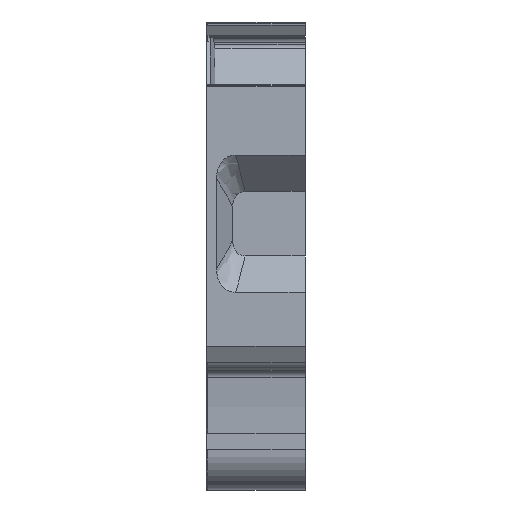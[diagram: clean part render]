
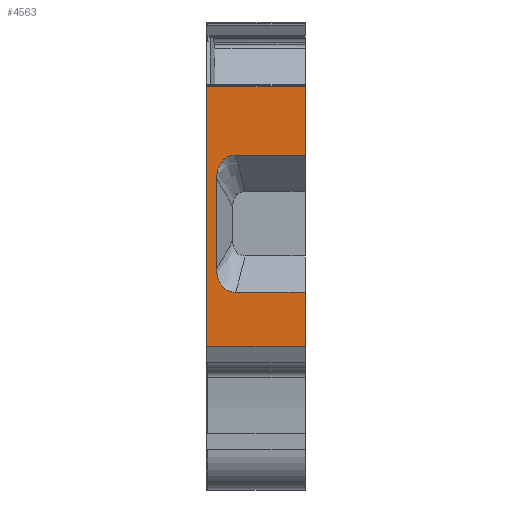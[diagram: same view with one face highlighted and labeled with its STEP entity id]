
A CAD part, front view. The second image highlights one B-rep face of the part: STEP entity #4563.
In plain terms, the highlighted planar face has unit normal (0, -1, 0).
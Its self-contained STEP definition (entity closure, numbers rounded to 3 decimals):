
#4458=AXIS2_PLACEMENT_3D('Plane Axis2P3D',#4455,#4456,#4457) ;
#4426=CARTESIAN_POINT('Vertex',(0.,1.15,8.903)) ;
#4438=CARTESIAN_POINT('Vertex',(6.1,1.15,8.903)) ;
#4441=CARTESIAN_POINT('Line Origine',(3.05,1.15,8.903)) ;
#4455=CARTESIAN_POINT('Axis2P3D Location',(0.,1.15,25.)) ;
#4460=CARTESIAN_POINT('Line Origine',(0.,1.15,16.951)) ;
#4464=CARTESIAN_POINT('Vertex',(0.,1.15,25.)) ;
#4467=CARTESIAN_POINT('Line Origine',(6.1,1.15,10.576)) ;
#4471=CARTESIAN_POINT('Vertex',(6.1,1.15,12.25)) ;
#4474=CARTESIAN_POINT('Line Origine',(3.934,1.15,12.25)) ;
#4478=CARTESIAN_POINT('Vertex',(1.768,1.15,12.25)) ;
#4482=CARTESIAN_POINT('Control Point',(0.6,1.15,13.71)) ;
#4483=CARTESIAN_POINT('Control Point',(0.6,1.15,13.619)) ;
#4484=CARTESIAN_POINT('Control Point',(0.605,1.15,13.527)) ;
#4485=CARTESIAN_POINT('Control Point',(0.616,1.15,13.434)) ;
#4486=CARTESIAN_POINT('Control Point',(0.653,1.15,13.217)) ;
#4487=CARTESIAN_POINT('Control Point',(0.726,1.15,12.998)) ;
#4488=CARTESIAN_POINT('Control Point',(0.781,1.15,12.874)) ;
#4489=CARTESIAN_POINT('Control Point',(0.893,1.15,12.686)) ;
#4490=CARTESIAN_POINT('Control Point',(1.057,1.15,12.518)) ;
#4491=CARTESIAN_POINT('Control Point',(1.121,1.15,12.463)) ;
#4492=CARTESIAN_POINT('Control Point',(1.257,1.15,12.37)) ;
#4493=CARTESIAN_POINT('Control Point',(1.411,1.15,12.305)) ;
#4494=CARTESIAN_POINT('Control Point',(1.487,1.15,12.282)) ;
#4495=CARTESIAN_POINT('Control Point',(1.59,1.15,12.261)) ;
#4496=CARTESIAN_POINT('Control Point',(1.691,1.15,12.252)) ;
#4497=CARTESIAN_POINT('Control Point',(1.717,1.15,12.251)) ;
#4498=CARTESIAN_POINT('Control Point',(1.742,1.15,12.25)) ;
#4499=CARTESIAN_POINT('Control Point',(1.768,1.15,12.25)) ;
#4500=CARTESIAN_POINT('Vertex',(0.6,1.15,13.71)) ;
#4503=CARTESIAN_POINT('Line Origine',(0.6,1.15,16.5)) ;
#4507=CARTESIAN_POINT('Vertex',(0.6,1.15,19.29)) ;
#4511=CARTESIAN_POINT('Control Point',(0.6,1.15,19.29)) ;
#4512=CARTESIAN_POINT('Control Point',(0.6,1.15,19.381)) ;
#4513=CARTESIAN_POINT('Control Point',(0.605,1.15,19.473)) ;
#4514=CARTESIAN_POINT('Control Point',(0.616,1.15,19.566)) ;
#4515=CARTESIAN_POINT('Control Point',(0.653,1.15,19.783)) ;
#4516=CARTESIAN_POINT('Control Point',(0.726,1.15,20.002)) ;
#4517=CARTESIAN_POINT('Control Point',(0.781,1.15,20.126)) ;
#4518=CARTESIAN_POINT('Control Point',(0.893,1.15,20.314)) ;
#4519=CARTESIAN_POINT('Control Point',(1.057,1.15,20.482)) ;
#4520=CARTESIAN_POINT('Control Point',(1.121,1.15,20.537)) ;
#4521=CARTESIAN_POINT('Control Point',(1.257,1.15,20.63)) ;
#4522=CARTESIAN_POINT('Control Point',(1.411,1.15,20.695)) ;
#4523=CARTESIAN_POINT('Control Point',(1.487,1.15,20.718)) ;
#4524=CARTESIAN_POINT('Control Point',(1.59,1.15,20.739)) ;
#4525=CARTESIAN_POINT('Control Point',(1.691,1.15,20.748)) ;
#4526=CARTESIAN_POINT('Control Point',(1.717,1.15,20.749)) ;
#4527=CARTESIAN_POINT('Control Point',(1.742,1.15,20.75)) ;
#4528=CARTESIAN_POINT('Control Point',(1.768,1.15,20.75)) ;
#4529=CARTESIAN_POINT('Vertex',(1.768,1.15,20.75)) ;
#4532=CARTESIAN_POINT('Line Origine',(3.934,1.15,20.75)) ;
#4536=CARTESIAN_POINT('Vertex',(6.1,1.15,20.75)) ;
#4539=CARTESIAN_POINT('Line Origine',(6.1,1.15,22.875)) ;
#4543=CARTESIAN_POINT('Vertex',(6.1,1.15,25.)) ;
#4546=CARTESIAN_POINT('Line Origine',(3.05,1.15,25.)) ;
#4442=DIRECTION('Vector Direction',(-1.,0.,0.)) ;
#4456=DIRECTION('Axis2P3D Direction',(0.,-1.,0.)) ;
#4457=DIRECTION('Axis2P3D XDirection',(0.,0.,-1.)) ;
#4461=DIRECTION('Vector Direction',(0.,0.,-1.)) ;
#4468=DIRECTION('Vector Direction',(0.,0.,-1.)) ;
#4475=DIRECTION('Vector Direction',(-1.,0.,0.)) ;
#4504=DIRECTION('Vector Direction',(0.,0.,1.)) ;
#4533=DIRECTION('Vector Direction',(-1.,0.,0.)) ;
#4540=DIRECTION('Vector Direction',(0.,0.,-1.)) ;
#4547=DIRECTION('Vector Direction',(-1.,0.,0.)) ;
#4443=VECTOR('Line Direction',#4442,1.) ;
#4462=VECTOR('Line Direction',#4461,1.) ;
#4469=VECTOR('Line Direction',#4468,1.) ;
#4476=VECTOR('Line Direction',#4475,1.) ;
#4505=VECTOR('Line Direction',#4504,1.) ;
#4534=VECTOR('Line Direction',#4533,1.) ;
#4541=VECTOR('Line Direction',#4540,1.) ;
#4548=VECTOR('Line Direction',#4547,1.) ;
#4552=ORIENTED_EDGE('',*,*,#4466,.T.) ;
#4553=ORIENTED_EDGE('',*,*,#4445,.F.) ;
#4554=ORIENTED_EDGE('',*,*,#4473,.T.) ;
#4555=ORIENTED_EDGE('',*,*,#4480,.F.) ;
#4556=ORIENTED_EDGE('',*,*,#4502,.T.) ;
#4557=ORIENTED_EDGE('',*,*,#4509,.F.) ;
#4558=ORIENTED_EDGE('',*,*,#4531,.T.) ;
#4559=ORIENTED_EDGE('',*,*,#4538,.F.) ;
#4560=ORIENTED_EDGE('',*,*,#4545,.T.) ;
#4561=ORIENTED_EDGE('',*,*,#4550,.T.) ;
#4563=ADVANCED_FACE('AKZ 4',(#4562),#4459,.T.) ;
#4481=B_SPLINE_CURVE_WITH_KNOTS('',5,(#4482,#4483,#4484,#4485,#4486,#4487,#4488,#4489,#4490,#4491,#4492,#4493,#4494,#4495,#4496,#4497,#4498,#4499),.UNSPECIFIED.,.F.,.U.,(6,3,3,3,3,6),(0.,0.742,1.706,2.219,2.691,2.854),.UNSPECIFIED.) ;
#4510=B_SPLINE_CURVE_WITH_KNOTS('',5,(#4511,#4512,#4513,#4514,#4515,#4516,#4517,#4518,#4519,#4520,#4521,#4522,#4523,#4524,#4525,#4526,#4527,#4528),.UNSPECIFIED.,.F.,.U.,(6,3,3,3,3,6),(0.,0.742,1.706,2.219,2.691,2.853),.UNSPECIFIED.) ;
#4445=EDGE_CURVE('',#4439,#4427,#4444,.T.) ;
#4466=EDGE_CURVE('',#4465,#4427,#4463,.T.) ;
#4473=EDGE_CURVE('',#4439,#4472,#4470,.F.) ;
#4480=EDGE_CURVE('',#4479,#4472,#4477,.F.) ;
#4502=EDGE_CURVE('',#4479,#4501,#4481,.F.) ;
#4509=EDGE_CURVE('',#4508,#4501,#4506,.F.) ;
#4531=EDGE_CURVE('',#4508,#4530,#4510,.T.) ;
#4538=EDGE_CURVE('',#4537,#4530,#4535,.T.) ;
#4545=EDGE_CURVE('',#4537,#4544,#4542,.F.) ;
#4550=EDGE_CURVE('',#4544,#4465,#4549,.T.) ;
#4551=EDGE_LOOP('',(#4552,#4553,#4554,#4555,#4556,#4557,#4558,#4559,#4560,#4561)) ;
#4562=FACE_OUTER_BOUND('',#4551,.T.) ;
#4444=LINE('Line',#4441,#4443) ;
#4463=LINE('Line',#4460,#4462) ;
#4470=LINE('Line',#4467,#4469) ;
#4477=LINE('Line',#4474,#4476) ;
#4506=LINE('Line',#4503,#4505) ;
#4535=LINE('Line',#4532,#4534) ;
#4542=LINE('Line',#4539,#4541) ;
#4549=LINE('Line',#4546,#4548) ;
#4459=PLANE('',#4458) ;
#4427=VERTEX_POINT('',#4426) ;
#4439=VERTEX_POINT('',#4438) ;
#4465=VERTEX_POINT('',#4464) ;
#4472=VERTEX_POINT('',#4471) ;
#4479=VERTEX_POINT('',#4478) ;
#4501=VERTEX_POINT('',#4500) ;
#4508=VERTEX_POINT('',#4507) ;
#4530=VERTEX_POINT('',#4529) ;
#4537=VERTEX_POINT('',#4536) ;
#4544=VERTEX_POINT('',#4543) ;
